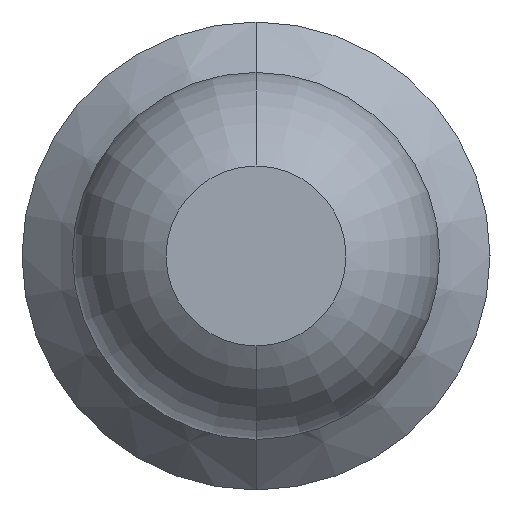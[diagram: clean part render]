
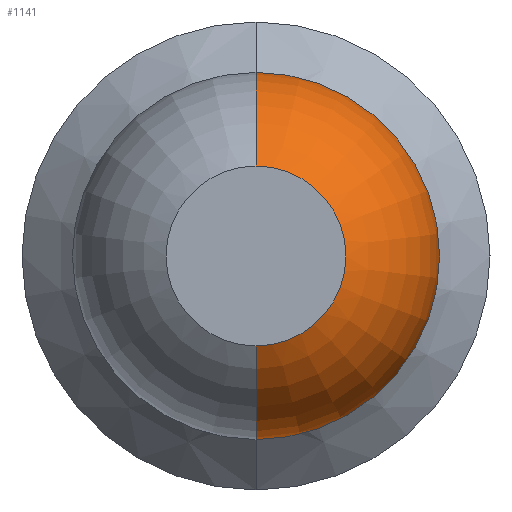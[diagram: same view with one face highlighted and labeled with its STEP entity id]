
A CAD part, front view. The second image highlights one B-rep face of the part: STEP entity #1141.
In plain terms, the highlighted toroidal (fillet/blend) face has major radius 0.01 mm and minor radius 0.5 mm.
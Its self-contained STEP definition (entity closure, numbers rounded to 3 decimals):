
#5 = VERTEX_POINT ( 'NONE', #3383 ) ;
#15 = AXIS2_PLACEMENT_3D ( 'NONE', #4992, #4170, #2622 ) ;
#126 = CARTESIAN_POINT ( 'NONE',  ( 0., -25.4, 0.25 ) ) ;
#150 = DIRECTION ( 'NONE',  ( 0., 0., -1. ) ) ;
#269 = CARTESIAN_POINT ( 'NONE',  ( 0., -24.961, 0. ) ) ;
#388 = FACE_OUTER_BOUND ( 'NONE', #1544, .T. ) ;
#445 = DIRECTION ( 'NONE',  ( -1., 0., 0. ) ) ;
#495 = CARTESIAN_POINT ( 'NONE',  ( 0., -24.961, -0.01 ) ) ;
#965 = CARTESIAN_POINT ( 'NONE',  ( 0., -24.961, -0.51 ) ) ;
#1055 = DIRECTION ( 'NONE',  ( 0., -1., 0. ) ) ;
#1064 = AXIS2_PLACEMENT_3D ( 'NONE', #3248, #1242, #1207 ) ;
#1130 = AXIS2_PLACEMENT_3D ( 'NONE', #495, #445, #3214 ) ;
#1141 = ADVANCED_FACE ( 'Defeature ausgef�hrt3_0', ( #388 ), #2395, .T. ) ;
#1207 = DIRECTION ( 'NONE',  ( 0., 0., 1. ) ) ;
#1242 = DIRECTION ( 'NONE',  ( 0., 1., 0. ) ) ;
#1387 = VERTEX_POINT ( 'NONE', #965 ) ;
#1524 = ORIENTED_EDGE ( 'NONE', *, *, #1848, .T. ) ;
#1541 = CIRCLE ( 'NONE', #1064, 0.25 ) ;
#1544 = EDGE_LOOP ( 'NONE', ( #2919, #4841, #1524, #3695 ) ) ;
#1827 = AXIS2_PLACEMENT_3D ( 'NONE', #2525, #4879, #150 ) ;
#1848 = EDGE_CURVE ( 'Defeature ausgef�hrt3_0+Defeature ausgef�hrt3_13+Defeature ausgef�hrt3_13+Defeature ausgef�hrt3_13', #4142, #3187, #1541, .T. ) ;
#1910 = EDGE_CURVE ( 'NONE', #5, #4142, #3601, .T. ) ;
#2004 = EDGE_CURVE ( 'Defeature ausgef�hrt3_0+Defeature ausgef�hrt3_8+Defeature ausgef�hrt3_8+Defeature ausgef�hrt3_8', #1387, #5, #3535, .T. ) ;
#2190 = AXIS2_PLACEMENT_3D ( 'NONE', #269, #1055, #4130 ) ;
#2395 = TOROIDAL_SURFACE ( 'NONE', #15, 0.01, 0.5 ) ;
#2525 = CARTESIAN_POINT ( 'NONE',  ( 0., -24.961, 0.01 ) ) ;
#2575 = EDGE_CURVE ( 'NONE', #1387, #3187, #4812, .T. ) ;
#2622 = DIRECTION ( 'NONE',  ( 0., 0., -1. ) ) ;
#2919 = ORIENTED_EDGE ( 'NONE', *, *, #2004, .T. ) ;
#3187 = VERTEX_POINT ( 'NONE', #3329 ) ;
#3214 = DIRECTION ( 'NONE',  ( 0., 0., 1. ) ) ;
#3248 = CARTESIAN_POINT ( 'NONE',  ( 0., -25.4, 0. ) ) ;
#3329 = CARTESIAN_POINT ( 'NONE',  ( 0., -25.4, -0.25 ) ) ;
#3383 = CARTESIAN_POINT ( 'NONE',  ( 0., -24.961, 0.51 ) ) ;
#3535 = CIRCLE ( 'NONE', #2190, 0.51 ) ;
#3601 = CIRCLE ( 'NONE', #1827, 0.5 ) ;
#3695 = ORIENTED_EDGE ( 'NONE', *, *, #2575, .F. ) ;
#4130 = DIRECTION ( 'NONE',  ( 0., 0., -1. ) ) ;
#4142 = VERTEX_POINT ( 'NONE', #126 ) ;
#4170 = DIRECTION ( 'NONE',  ( 0., -1., 0. ) ) ;
#4812 = CIRCLE ( 'NONE', #1130, 0.5 ) ;
#4841 = ORIENTED_EDGE ( 'NONE', *, *, #1910, .T. ) ;
#4879 = DIRECTION ( 'NONE',  ( 1., 0., 0. ) ) ;
#4992 = CARTESIAN_POINT ( 'NONE',  ( 0., -24.961, 0. ) ) ;
